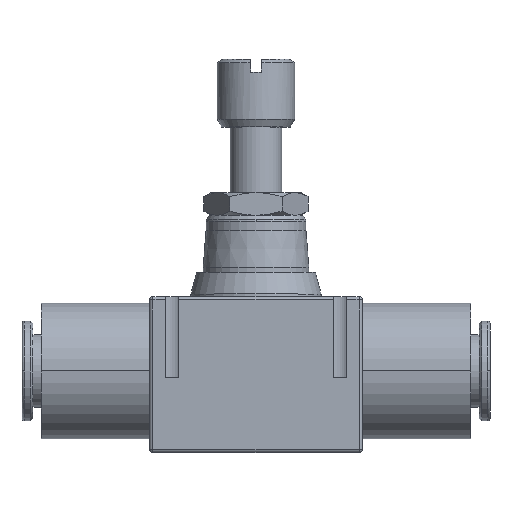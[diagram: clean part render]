
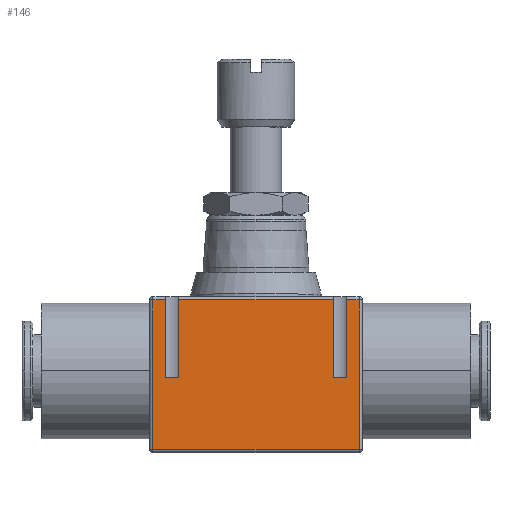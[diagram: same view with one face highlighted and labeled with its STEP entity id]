
A CAD part, top view. The second image highlights one B-rep face of the part: STEP entity #146.
In plain terms, the highlighted planar face has unit normal (0, 0, 1).
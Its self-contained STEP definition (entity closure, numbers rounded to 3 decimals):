
#146=ADVANCED_FACE('',(#390),#391,.T.);
#390=FACE_OUTER_BOUND('',#673,.T.);
#391=PLANE('',#674);
#673=EDGE_LOOP('',(#1526,#1527,#1528,#1529,#1530,#1531,#1532,#1533,#1534,#1535,#1536,#1537));
#674=AXIS2_PLACEMENT_3D('',#1538,#1539,#1540);
#1526=ORIENTED_EDGE('',*,*,#1940,.T.);
#1527=ORIENTED_EDGE('',*,*,#1960,.F.);
#1528=ORIENTED_EDGE('',*,*,#1999,.T.);
#1529=ORIENTED_EDGE('',*,*,#2002,.T.);
#1530=ORIENTED_EDGE('',*,*,#2005,.T.);
#1531=ORIENTED_EDGE('',*,*,#2077,.F.);
#1532=ORIENTED_EDGE('',*,*,#2075,.T.);
#1533=ORIENTED_EDGE('',*,*,#2078,.T.);
#1534=ORIENTED_EDGE('',*,*,#2071,.T.);
#1535=ORIENTED_EDGE('',*,*,#1955,.F.);
#1536=ORIENTED_EDGE('',*,*,#1948,.T.);
#1537=ORIENTED_EDGE('',*,*,#1945,.T.);
#1538=CARTESIAN_POINT('',(0.0,0.0,12.0));
#1539=DIRECTION('',(0.0,0.0,1.0));
#1540=DIRECTION('',(1.0,0.0,0.0));
#1940=EDGE_CURVE('',#2388,#2389,#2390,.T.);
#1945=EDGE_CURVE('',#2398,#2388,#2399,.T.);
#1948=EDGE_CURVE('',#2403,#2398,#2404,.T.);
#1955=EDGE_CURVE('',#2403,#2413,#2414,.T.);
#1960=EDGE_CURVE('',#2420,#2389,#2422,.T.);
#1999=EDGE_CURVE('',#2420,#2480,#2482,.T.);
#2002=EDGE_CURVE('',#2480,#2485,#2487,.T.);
#2005=EDGE_CURVE('',#2485,#2489,#2491,.T.);
#2071=EDGE_CURVE('',#2564,#2413,#2587,.T.);
#2075=EDGE_CURVE('',#2551,#2569,#2591,.T.);
#2077=EDGE_CURVE('',#2551,#2489,#2593,.T.);
#2078=EDGE_CURVE('',#2569,#2564,#2594,.T.);
#2388=VERTEX_POINT('',#3058);
#2389=VERTEX_POINT('',#3059);
#2390=LINE('',#3060,#3061);
#2398=VERTEX_POINT('',#3072);
#2399=LINE('',#3073,#3074);
#2403=VERTEX_POINT('',#3079);
#2404=LINE('',#3080,#3081);
#2413=VERTEX_POINT('',#3092);
#2414=LINE('',#3093,#3094);
#2420=VERTEX_POINT('',#3102);
#2422=LINE('',#3104,#3105);
#2480=VERTEX_POINT('',#3188);
#2482=LINE('',#3191,#3192);
#2485=VERTEX_POINT('',#3195);
#2487=LINE('',#3198,#3199);
#2489=VERTEX_POINT('',#3202);
#2491=LINE('',#3204,#3205);
#2551=VERTEX_POINT('',#3271);
#2564=VERTEX_POINT('',#3284);
#2569=VERTEX_POINT('',#3289);
#2587=LINE('',#3307,#3308);
#2591=LINE('',#3315,#3316);
#2593=LINE('',#3319,#3320);
#2594=LINE('',#3321,#3322);
#3058=CARTESIAN_POINT('',(11.95,-0.425,12.0));
#3059=CARTESIAN_POINT('',(11.95,11.575,12.0));
#3060=CARTESIAN_POINT('',(11.95,5.825,12.0));
#3061=VECTOR('',#3898,1.0);
#3072=CARTESIAN_POINT('',(14.05,-0.425,12.0));
#3073=CARTESIAN_POINT('',(6.5,-0.425,12.0));
#3074=VECTOR('',#3905,1.0);
#3079=CARTESIAN_POINT('',(14.05,11.575,12.0));
#3080=CARTESIAN_POINT('',(14.05,5.825,12.0));
#3081=VECTOR('',#3910,1.0);
#3092=CARTESIAN_POINT('',(16.0,11.575,12.0));
#3093=CARTESIAN_POINT('',(0.0,11.575,12.0));
#3094=VECTOR('',#3925,1.0);
#3102=CARTESIAN_POINT('',(-11.95,11.575,12.0));
#3104=CARTESIAN_POINT('',(0.0,11.575,12.0));
#3105=VECTOR('',#3934,1.0);
#3188=CARTESIAN_POINT('',(-11.95,-0.425,12.0));
#3191=CARTESIAN_POINT('',(-11.95,5.825,12.0));
#3192=VECTOR('',#3997,1.0);
#3195=CARTESIAN_POINT('',(-14.05,-0.425,12.0));
#3198=CARTESIAN_POINT('',(-6.5,-0.425,12.0));
#3199=VECTOR('',#4002,1.0);
#3202=CARTESIAN_POINT('',(-14.05,11.575,12.0));
#3204=CARTESIAN_POINT('',(-14.05,5.825,12.0));
#3205=VECTOR('',#4007,1.0);
#3271=CARTESIAN_POINT('',(-16.0,11.575,12.0));
#3284=CARTESIAN_POINT('',(16.0,-11.575,12.0));
#3289=CARTESIAN_POINT('',(-16.0,-11.575,12.0));
#3307=CARTESIAN_POINT('',(16.0,0.0,12.0));
#3308=VECTOR('',#4191,1.0);
#3315=CARTESIAN_POINT('',(-16.0,0.0,12.0));
#3316=VECTOR('',#4195,1.0);
#3319=CARTESIAN_POINT('',(0.0,11.575,12.0));
#3320=VECTOR('',#4197,1.0);
#3321=CARTESIAN_POINT('',(0.0,-11.575,12.0));
#3322=VECTOR('',#4198,1.0);
#3898=DIRECTION('',(0.0,1.0,0.0));
#3905=DIRECTION('',(-1.0,0.0,0.0));
#3910=DIRECTION('',(0.0,-1.0,0.0));
#3925=DIRECTION('',(1.0,0.0,0.0));
#3934=DIRECTION('',(1.0,0.0,0.0));
#3997=DIRECTION('',(0.0,-1.0,0.0));
#4002=DIRECTION('',(-1.0,0.0,0.0));
#4007=DIRECTION('',(0.0,1.0,0.0));
#4191=DIRECTION('',(0.0,1.0,0.0));
#4195=DIRECTION('',(0.0,-1.0,0.0));
#4197=DIRECTION('',(1.0,0.0,0.0));
#4198=DIRECTION('',(1.0,0.0,0.0));
